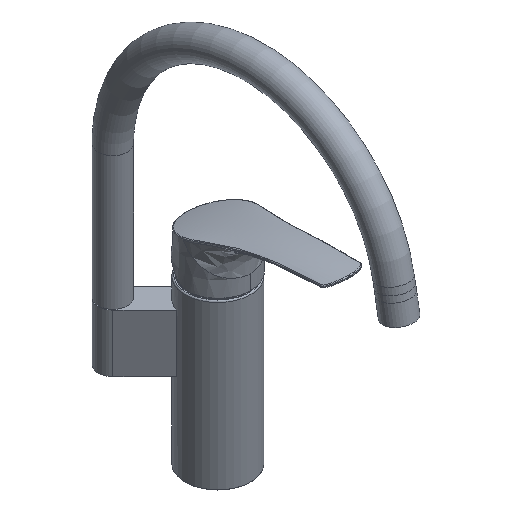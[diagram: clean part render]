
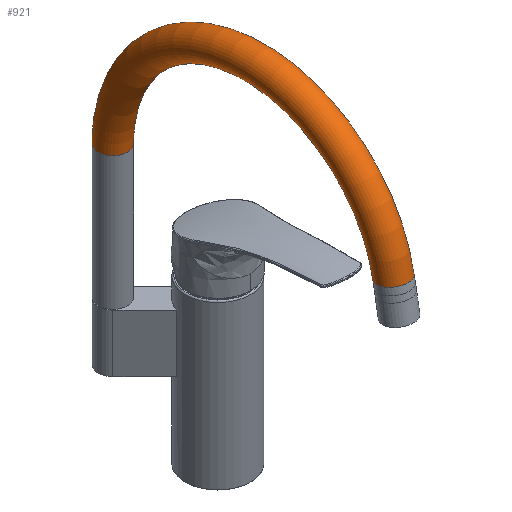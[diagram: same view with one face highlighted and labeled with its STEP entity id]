
A CAD part, isometric view. The second image highlights one B-rep face of the part: STEP entity #921.
In plain terms, the highlighted toroidal (fillet/blend) face has major radius 110.5 mm and minor radius 11.5 mm.
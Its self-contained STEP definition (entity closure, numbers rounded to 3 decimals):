
#20=TOROIDAL_SURFACE('',#1104,110.5,11.5);
#121=CIRCLE('',#1103,11.5);
#122=CIRCLE('',#1105,11.5);
#477=ORIENTED_EDGE('',*,*,#606,.T.);
#478=ORIENTED_EDGE('',*,*,#607,.F.);
#606=EDGE_CURVE('',#687,#687,#121,.F.);
#607=EDGE_CURVE('',#688,#688,#122,.F.);
#687=VERTEX_POINT('',#8429);
#688=VERTEX_POINT('',#8432);
#760=EDGE_LOOP('',(#477));
#761=EDGE_LOOP('',(#478));
#837=FACE_BOUND('',#760,.T.);
#838=FACE_BOUND('',#761,.T.);
#921=ADVANCED_FACE('',(#837,#838),#20,.T.);
#1103=AXIS2_PLACEMENT_3D('',#8428,#1238,#1239);
#1104=AXIS2_PLACEMENT_3D('',#8430,#1240,#1241);
#1105=AXIS2_PLACEMENT_3D('',#8431,#1242,#1243);
#1238=DIRECTION('',(0.,0.,-1.));
#1239=DIRECTION('',(0.,-1.,0.));
#1240=DIRECTION('',(-1.,0.,0.));
#1241=DIRECTION('',(0.,0.,-1.));
#1242=DIRECTION('',(0.,0.174,0.985));
#1243=DIRECTION('',(0.,0.985,-0.174));
#8428=CARTESIAN_POINT('',(-41.012,41.012,216.5));
#8429=CARTESIAN_POINT('',(-41.012,29.512,216.5));
#8430=CARTESIAN_POINT('',(-41.012,-69.488,216.5));
#8431=CARTESIAN_POINT('',(-41.012,-178.309,235.688));
#8432=CARTESIAN_POINT('',(-41.012,-166.984,233.691));
